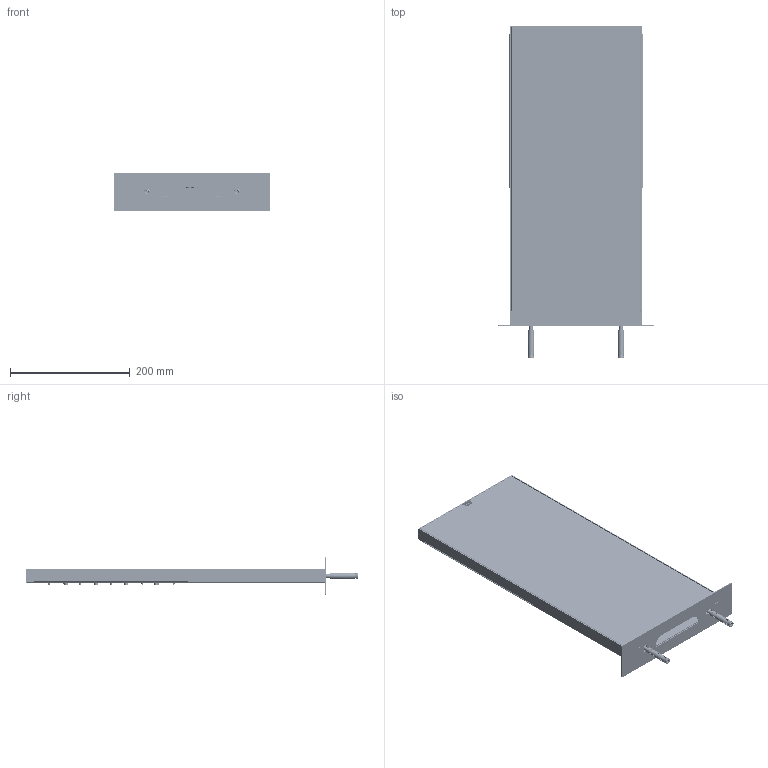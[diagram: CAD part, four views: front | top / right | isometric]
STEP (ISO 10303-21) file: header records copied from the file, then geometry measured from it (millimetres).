
FILE_DESCRIPTION(('STEP AP214'),'1');
FILE_NAME('Art-5167.stp','2019-12-04T13:28:24',(' '),(' '),'Spatial InterOp 3D',' ',' ');
FILE_SCHEMA(('AUTOMOTIVE_DESIGN { 1 0 10303 214 1 1 1 1 }'));
Length unit declared in the file: millimetre
Products named in the file (259): S-00340; ASSEM1; Art-5167; S-00110; S-00207; 22280; S-01017b; S-01017; S-01017a; S-00180; S-01030; 21235; 21233; 21234; 21232; 21231; GrCr; 21636; T-00320a; 22322; P-00100; T-RA013; 22323; P_13025; 21854
Assembly tree (380 placements, depth 4):
  Art-5167
    S-00340  x8
      ASSEM1
      (unnamed)
      (unnamed)
      (unnamed)
      (unnamed)
      S-00340
    S-00110  x4
    S-00207  x4
    22280  x4
    S-01017  x2
      S-01017b
        ASSEM1
        S-01017b
      S-01017a
    S-00180  x4
    S-01030  x2
      ASSEM1
      (unnamed)
      (unnamed)
      (unnamed)
      S-01030
    21235
    21233  x2
    21234
      ASSEM1
      (unnamed)
      21234
    21232  x2
    21231
    GrCr  x2
      21636
      T-00320a
        ASSEM1
        (unnamed)
        (unnamed)
        (unnamed)
        (unnamed)
        (unnamed)
        (unnamed)
        (unnamed)
        (unnamed)
        (unnamed)
        (unnamed)
        (unnamed)
        (unnamed)
        (unnamed)
        T-00320a
    22322
      ASSEM1
      (unnamed)
      (unnamed)
      (unnamed)
      (unnamed)
      (unnamed)
      (unnamed)
      (unnamed)
      (unnamed)
      (unnamed)
Bounding box: 260 x 553.5 x 64 mm (x, y, z)
Volume: 517553 mm3; surface area: 864468.9 mm2
Topology: 144 solids, 144 shells, 3906 faces, 9510 edges, 6143 vertices
Faces by surface type: cylinder 1213, torus 1196, plane 1110, bspline 148, cone 147, sphere 92
Full cylindrical faces by diameter (mm): 0.4 x8, 1.5 x99, 1.7 x99, 3.1 x99, 3.3 x107, 4 x8, 4.4 x4, 4.6 x8, 5 x200, 6 x14, 6.4 x8, 7.6 x2, 8 x9, 8.4 x2, 8.566 x1, 9.8 x12, 10 x103, 12 x4, 13.9 x1, 14.1 x1, 20 x1
Entity records: 52584 total; most frequent: CARTESIAN_POINT 7264, DIRECTION 6395, ORIENTED_EDGE 4428, AXIS2_PLACEMENT_3D 2709, EDGE_CURVE 2214, EDGE_LOOP 1747, VERTEX_POINT 1584, CIRCLE 1340
